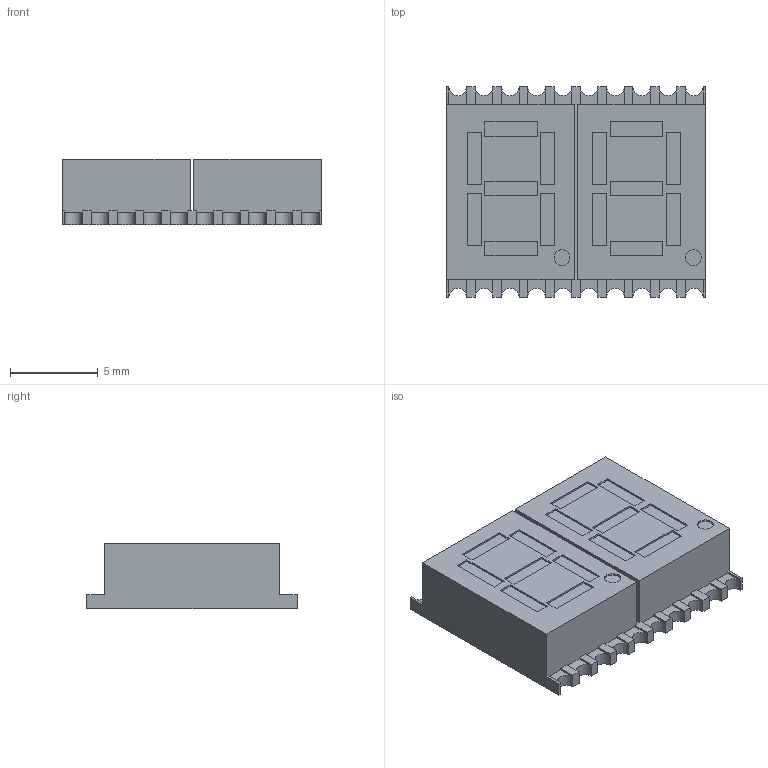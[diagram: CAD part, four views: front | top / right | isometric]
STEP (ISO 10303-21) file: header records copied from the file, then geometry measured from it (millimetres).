
FILE_DESCRIPTION (( 'STEP AP214' ), '1' );
FILE_NAME ('KCDC03-106.STEP', '2020-06-07T19:20:19', ( '' ), ( '' ), 'SwSTEP 2.0', 'SolidWorks 2018', '' );
FILE_SCHEMA (( 'AUTOMOTIVE_DESIGN' ));
Length unit declared in the file: millimetre
Products named in the file (1): KCDC03-106
Bounding box: 14.8 x 12 x 3.75 mm (x, y, z)
Volume: 561.8 mm3; surface area: 609.7 mm2
Topology: 1 solids, 1 shells, 210 faces, 536 edges, 344 vertices
Faces by surface type: plane 186, cylinder 24
Entity records: 7540 total; most frequent: CARTESIAN_POINT 1091, ORIENTED_EDGE 1072, DIRECTION 1006, EDGE_CURVE 536, LINE 488, VECTOR 488, VERTEX_POINT 344, AXIS2_PLACEMENT_3D 259
